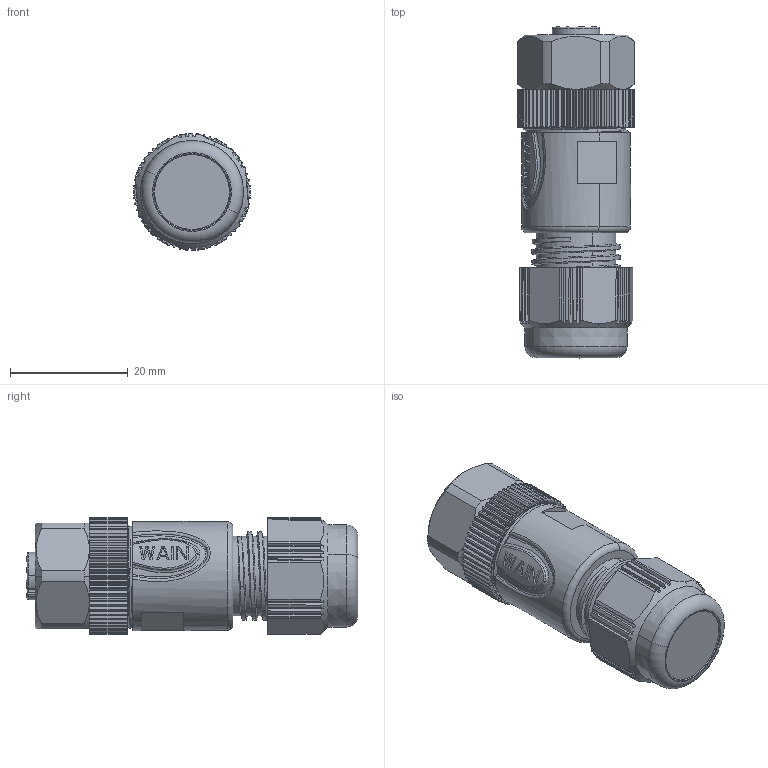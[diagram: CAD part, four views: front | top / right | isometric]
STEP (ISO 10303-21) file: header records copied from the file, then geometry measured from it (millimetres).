
FILE_DESCRIPTION((''),'2;1');
FILE_NAME('3D_1630084213202_M12S-F08A-T-D8','2024-03-18T',('12262'),(''),'PRO/ENGINEER BY PARAMETRIC TECHNOLOGY CORPORATION, 2012480','PRO/ENGINEER BY PARAMETRIC TECHNOLOGY CORPORATION, 2012480','');
FILE_SCHEMA(('CONFIG_CONTROL_DESIGN'));
Products named in the file (1): 3D_1630084213202_M12S-F08A-T-D8
Bounding box: 19.8 x 56.27 x 19.8 mm (x, y, z)
Volume: 12703.4 mm3; surface area: 9768.2 mm2
Topology: 1 solids, 2 shells, 1012 faces, 2918 edges, 1958 vertices
Faces by surface type: plane 445, cylinder 257, extrusion 117, cone 91, bspline 56, torus 44, sphere 2
Entity records: 45858 total; most frequent: CARTESIAN_POINT 20201, ORIENTED_EDGE 5832, DIRECTION 4685, EDGE_CURVE 2916, VERTEX_POINT 1958, AXIS2_PLACEMENT_3D 1644, VECTOR 1397, LINE 1280
